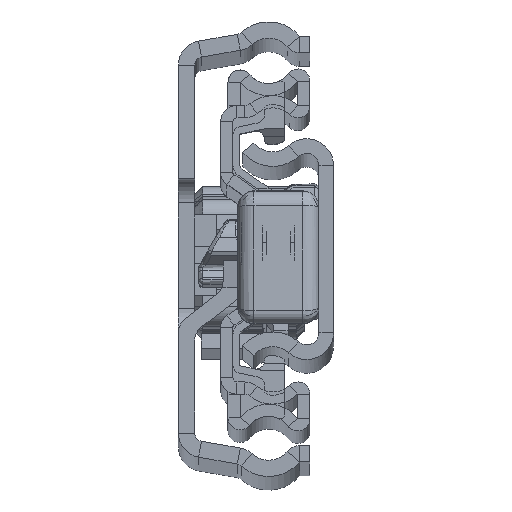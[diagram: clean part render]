
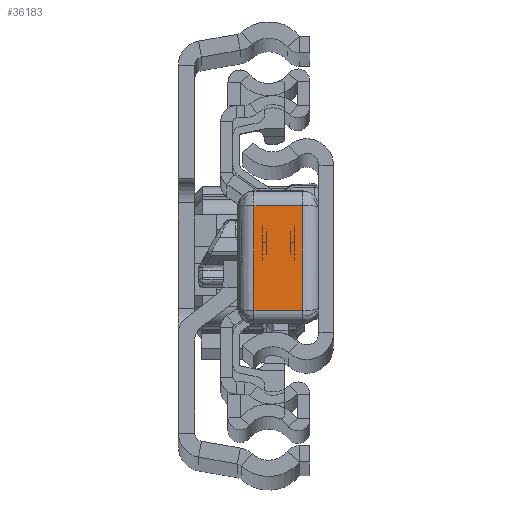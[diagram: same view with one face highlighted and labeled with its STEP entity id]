
A CAD part, top view. The second image highlights one B-rep face of the part: STEP entity #36183.
In plain terms, the highlighted face is planar.
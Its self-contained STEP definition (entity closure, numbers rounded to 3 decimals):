
#291 = VERTEX_POINT ( 'NONE', #8720 ) ;
#1301 = DIRECTION ( 'NONE',  ( 0., -1., 0. ) ) ;
#1567 = AXIS2_PLACEMENT_3D ( 'NONE', #62664, #6363, #42111 ) ;
#2105 = ORIENTED_EDGE ( 'NONE', *, *, #21990, .T. ) ;
#5858 = LINE ( 'NONE', #62497, #21831 ) ;
#6363 = DIRECTION ( 'NONE',  ( -1., 0., 0. ) ) ;
#6942 = DIRECTION ( 'NONE',  ( 0., 0., 1. ) ) ;
#7515 = EDGE_CURVE ( 'NONE', #13202, #291, #36150, .T. ) ;
#8720 = CARTESIAN_POINT ( 'NONE',  ( 39.636, -12.609, 2. ) ) ;
#9830 = ORIENTED_EDGE ( 'NONE', *, *, #7515, .T. ) ;
#11881 = VECTOR ( 'NONE', #61781, 1000. ) ;
#12053 = VERTEX_POINT ( 'NONE', #40925 ) ;
#13202 = VERTEX_POINT ( 'NONE', #35123 ) ;
#15817 = PLANE ( 'NONE',  #1567 ) ;
#17375 = LINE ( 'NONE', #32559, #39241 ) ;
#21831 = VECTOR ( 'NONE', #35876, 1000. ) ;
#21990 = EDGE_CURVE ( 'NONE', #12053, #13202, #52559, .T. ) ;
#25266 = FACE_OUTER_BOUND ( 'NONE', #62787, .T. ) ;
#31107 = CARTESIAN_POINT ( 'NONE',  ( 39.636, -12.609, 5.5 ) ) ;
#32559 = CARTESIAN_POINT ( 'NONE',  ( 39.636, 0.361, 5.5 ) ) ;
#35123 = CARTESIAN_POINT ( 'NONE',  ( 39.636, -12.609, 8. ) ) ;
#35876 = DIRECTION ( 'NONE',  ( 0., 1., 0. ) ) ;
#36150 = LINE ( 'NONE', #31107, #11881 ) ;
#36183 = ADVANCED_FACE ( 'NONE', ( #25266 ), #15817, .F. ) ;
#38114 = VERTEX_POINT ( 'NONE', #42998 ) ;
#39241 = VECTOR ( 'NONE', #6942, 1000. ) ;
#40925 = CARTESIAN_POINT ( 'NONE',  ( 39.636, 0.361, 8. ) ) ;
#42111 = DIRECTION ( 'NONE',  ( 0., 0., -1. ) ) ;
#42998 = CARTESIAN_POINT ( 'NONE',  ( 39.636, 0.361, 2. ) ) ;
#45918 = ORIENTED_EDGE ( 'NONE', *, *, #46245, .T. ) ;
#46245 = EDGE_CURVE ( 'NONE', #291, #38114, #5858, .T. ) ;
#52224 = CARTESIAN_POINT ( 'NONE',  ( 39.636, 0., 8. ) ) ;
#52559 = LINE ( 'NONE', #52224, #53352 ) ;
#53352 = VECTOR ( 'NONE', #1301, 1000. ) ;
#59095 = EDGE_CURVE ( 'NONE', #38114, #12053, #17375, .T. ) ;
#59389 = ORIENTED_EDGE ( 'NONE', *, *, #59095, .T. ) ;
#61781 = DIRECTION ( 'NONE',  ( 0., 0., -1. ) ) ;
#62497 = CARTESIAN_POINT ( 'NONE',  ( 39.636, 0., 2. ) ) ;
#62664 = CARTESIAN_POINT ( 'NONE',  ( 39.636, 0., 5.5 ) ) ;
#62787 = EDGE_LOOP ( 'NONE', ( #45918, #59389, #2105, #9830 ) ) ;
